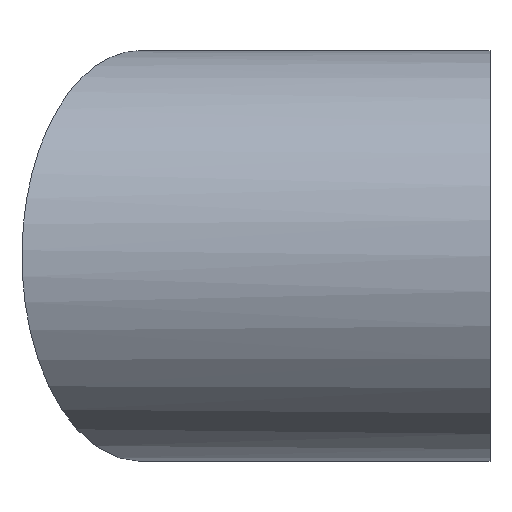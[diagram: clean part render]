
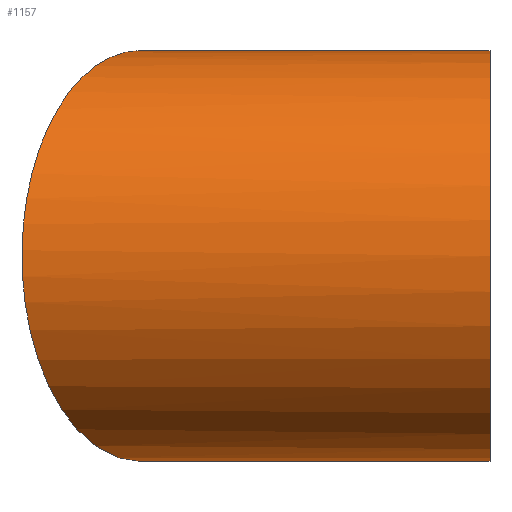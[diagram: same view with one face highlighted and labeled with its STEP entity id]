
A CAD part, left-side view. The second image highlights one B-rep face of the part: STEP entity #1157.
In plain terms, the highlighted cylindrical face has radius 225 mm (diameter 450 mm), a full revolution.
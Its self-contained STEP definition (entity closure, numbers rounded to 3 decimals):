
#1157 = ADVANCED_FACE( '', ( #2735, #2736 ), #2737, .T. );
#2735 = FACE_OUTER_BOUND( '', #5069, .T. );
#2736 = FACE_OUTER_BOUND( '', #5070, .T. );
#2737 = CYLINDRICAL_SURFACE( '', #5071, 225. );
#5069 = EDGE_LOOP( '', ( #8455 ) );
#5070 = EDGE_LOOP( '', ( #8456 ) );
#5071 = AXIS2_PLACEMENT_3D( '', #8457, #8458, #8459 );
#8455 = ORIENTED_EDGE( '', *, *, #14208, .T. );
#8456 = ORIENTED_EDGE( '', *, *, #13602, .F. );
#8457 = CARTESIAN_POINT( '', ( 0., 0., 0. ) );
#8458 = DIRECTION( '', ( 0., 1., 0. ) );
#8459 = DIRECTION( '', ( 0., 0., -1. ) );
#13602 = EDGE_CURVE( '', #16435, #16435, #16436, .T. );
#14208 = EDGE_CURVE( '', #17462, #17462, #17463, .F. );
#16435 = VERTEX_POINT( '', #20592 );
#16436 = CIRCLE( '', #20593, 225. );
#17462 = VERTEX_POINT( '', #22090 );
#17463 = ELLIPSE( '', #22091, 259.808, 225. );
#20592 = CARTESIAN_POINT( '', ( 0., 0., -225. ) );
#20593 = AXIS2_PLACEMENT_3D( '', #26064, #26065, #26066 );
#22090 = CARTESIAN_POINT( '', ( 225., 252.887, 0. ) );
#22091 = AXIS2_PLACEMENT_3D( '', #26544, #26545, #26546 );
#26064 = CARTESIAN_POINT( '', ( 0., 0., 0. ) );
#26065 = DIRECTION( '', ( 0., -1., 0. ) );
#26066 = DIRECTION( '', ( 0., 0., -1. ) );
#26544 = CARTESIAN_POINT( '', ( 0., 382.791, 0. ) );
#26545 = DIRECTION( '', ( 0.5, 0.866, 0. ) );
#26546 = DIRECTION( '', ( 0.866, -0.5, 0. ) );
